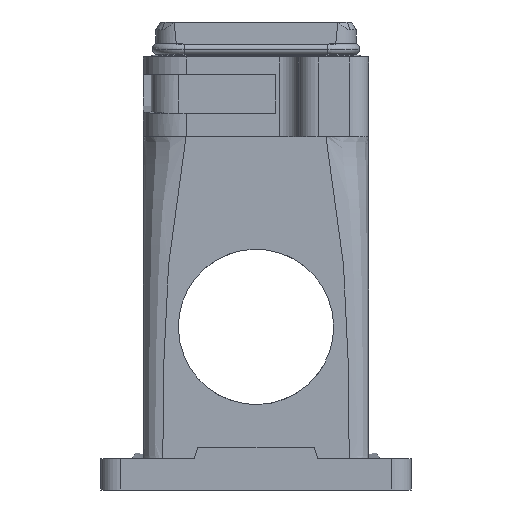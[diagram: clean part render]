
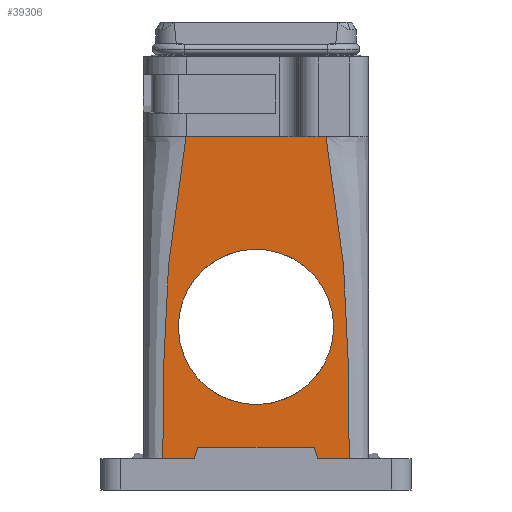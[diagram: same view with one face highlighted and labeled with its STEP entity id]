
A CAD part, front view. The second image highlights one B-rep face of the part: STEP entity #39306.
In plain terms, the highlighted planar face has unit normal (0, -1, 0).
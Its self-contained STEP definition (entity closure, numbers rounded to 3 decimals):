
#3021=AXIS2_PLACEMENT_3D('Circle Axis2P3D',#3019,#3020,$) ;
#3090=AXIS2_PLACEMENT_3D('Circle Axis2P3D',#3088,#3089,$) ;
#39290=AXIS2_PLACEMENT_3D('Plane Axis2P3D',#39287,#39288,#39289) ;
#3016=CARTESIAN_POINT('Vertex',(22.448,30.,51.589)) ;
#3019=CARTESIAN_POINT('Axis2P3D Location',(40.,30.,42.)) ;
#3023=CARTESIAN_POINT('Vertex',(57.552,30.,32.411)) ;
#3088=CARTESIAN_POINT('Axis2P3D Location',(40.,30.,42.)) ;
#3315=CARTESIAN_POINT('Vertex',(64.,30.,8.)) ;
#3318=CARTESIAN_POINT('Line Origine',(59.969,30.,8.)) ;
#3322=CARTESIAN_POINT('Vertex',(55.938,30.,8.)) ;
#3540=CARTESIAN_POINT('Vertex',(24.063,30.,8.)) ;
#3543=CARTESIAN_POINT('Line Origine',(20.031,30.,8.)) ;
#3547=CARTESIAN_POINT('Vertex',(16.,30.,8.)) ;
#4825=CARTESIAN_POINT('Line Origine',(24.531,30.,9.5)) ;
#4829=CARTESIAN_POINT('Vertex',(25.,30.,11.)) ;
#5431=CARTESIAN_POINT('Line Origine',(40.,30.,11.)) ;
#5435=CARTESIAN_POINT('Vertex',(55.,30.,11.)) ;
#17439=CARTESIAN_POINT('Vertex',(22.,30.,91.)) ;
#17444=CARTESIAN_POINT('Line Origine',(40.,30.,91.)) ;
#17448=CARTESIAN_POINT('Vertex',(58.,30.,91.)) ;
#38517=CARTESIAN_POINT('Control Point',(22.,30.,91.)) ;
#38518=CARTESIAN_POINT('Control Point',(22.,30.,90.714)) ;
#38519=CARTESIAN_POINT('Control Point',(22.,30.,90.438)) ;
#38520=CARTESIAN_POINT('Control Point',(21.999,30.,90.182)) ;
#38521=CARTESIAN_POINT('Control Point',(21.995,30.,89.571)) ;
#38522=CARTESIAN_POINT('Control Point',(21.982,30.,88.96)) ;
#38523=CARTESIAN_POINT('Control Point',(21.972,30.,88.638)) ;
#38524=CARTESIAN_POINT('Control Point',(21.889,30.,86.691)) ;
#38525=CARTESIAN_POINT('Control Point',(21.662,30.,84.749)) ;
#38526=CARTESIAN_POINT('Control Point',(21.331,30.,83.131)) ;
#38527=CARTESIAN_POINT('Control Point',(20.696,30.,80.515)) ;
#38528=CARTESIAN_POINT('Control Point',(20.049,30.,77.9)) ;
#38529=CARTESIAN_POINT('Control Point',(19.809,30.,76.874)) ;
#38530=CARTESIAN_POINT('Control Point',(19.525,30.,75.505)) ;
#38531=CARTESIAN_POINT('Control Point',(19.285,30.,74.131)) ;
#38532=CARTESIAN_POINT('Control Point',(19.228,30.,73.787)) ;
#38533=CARTESIAN_POINT('Control Point',(19.12,30.,73.107)) ;
#38534=CARTESIAN_POINT('Control Point',(19.02,30.,72.427)) ;
#38535=CARTESIAN_POINT('Control Point',(18.965,30.,72.045)) ;
#38536=CARTESIAN_POINT('Control Point',(17.978,30.,65.049)) ;
#38537=CARTESIAN_POINT('Control Point',(17.402,30.,58.016)) ;
#38538=CARTESIAN_POINT('Control Point',(16.985,30.,51.276)) ;
#38539=CARTESIAN_POINT('Control Point',(16.384,30.,38.769)) ;
#38540=CARTESIAN_POINT('Control Point',(16.085,30.,26.256)) ;
#38541=CARTESIAN_POINT('Control Point',(16.006,30.,20.443)) ;
#38542=CARTESIAN_POINT('Control Point',(16.,30.,14.487)) ;
#38543=CARTESIAN_POINT('Control Point',(16.,30.,8.532)) ;
#38544=CARTESIAN_POINT('Control Point',(16.,30.,8.374)) ;
#38545=CARTESIAN_POINT('Control Point',(16.,30.,8.197)) ;
#38546=CARTESIAN_POINT('Control Point',(16.,30.,8.)) ;
#38636=CARTESIAN_POINT('Line Origine',(55.469,30.,9.5)) ;
#39163=CARTESIAN_POINT('Control Point',(58.,30.,91.)) ;
#39164=CARTESIAN_POINT('Control Point',(58.,30.,90.707)) ;
#39165=CARTESIAN_POINT('Control Point',(58.,30.,90.42)) ;
#39166=CARTESIAN_POINT('Control Point',(58.001,30.,90.157)) ;
#39167=CARTESIAN_POINT('Control Point',(58.006,30.,89.545)) ;
#39168=CARTESIAN_POINT('Control Point',(58.02,30.,88.934)) ;
#39169=CARTESIAN_POINT('Control Point',(58.03,30.,88.618)) ;
#39170=CARTESIAN_POINT('Control Point',(58.086,30.,87.387)) ;
#39171=CARTESIAN_POINT('Control Point',(58.201,30.,86.159)) ;
#39172=CARTESIAN_POINT('Control Point',(58.327,30.,85.25)) ;
#39173=CARTESIAN_POINT('Control Point',(58.608,30.,83.663)) ;
#39174=CARTESIAN_POINT('Control Point',(58.964,30.,82.087)) ;
#39175=CARTESIAN_POINT('Control Point',(59.127,30.,81.412)) ;
#39176=CARTESIAN_POINT('Control Point',(59.551,30.,79.704)) ;
#39177=CARTESIAN_POINT('Control Point',(59.979,30.,77.997)) ;
#39178=CARTESIAN_POINT('Control Point',(60.224,30.,76.959)) ;
#39179=CARTESIAN_POINT('Control Point',(60.509,30.,75.575)) ;
#39180=CARTESIAN_POINT('Control Point',(60.747,30.,74.186)) ;
#39181=CARTESIAN_POINT('Control Point',(60.804,30.,73.841)) ;
#39182=CARTESIAN_POINT('Control Point',(60.911,30.,73.155)) ;
#39183=CARTESIAN_POINT('Control Point',(61.011,30.,72.468)) ;
#39184=CARTESIAN_POINT('Control Point',(61.063,30.,72.099)) ;
#39185=CARTESIAN_POINT('Control Point',(62.042,30.,65.089)) ;
#39186=CARTESIAN_POINT('Control Point',(62.611,30.,58.041)) ;
#39187=CARTESIAN_POINT('Control Point',(63.023,30.,51.293)) ;
#39188=CARTESIAN_POINT('Control Point',(63.618,30.,38.778)) ;
#39189=CARTESIAN_POINT('Control Point',(63.916,30.,26.256)) ;
#39190=CARTESIAN_POINT('Control Point',(63.994,30.,20.443)) ;
#39191=CARTESIAN_POINT('Control Point',(64.,30.,14.488)) ;
#39192=CARTESIAN_POINT('Control Point',(64.,30.,8.532)) ;
#39193=CARTESIAN_POINT('Control Point',(64.,30.,8.374)) ;
#39194=CARTESIAN_POINT('Control Point',(64.,30.,8.197)) ;
#39195=CARTESIAN_POINT('Control Point',(64.,30.,8.)) ;
#39287=CARTESIAN_POINT('Axis2P3D Location',(69.,30.,8.)) ;
#3020=DIRECTION('Axis2P3D Direction',(0.,1.,0.)) ;
#3089=DIRECTION('Axis2P3D Direction',(0.,1.,0.)) ;
#3319=DIRECTION('Vector Direction',(-1.,0.,0.)) ;
#3544=DIRECTION('Vector Direction',(-1.,0.,0.)) ;
#4826=DIRECTION('Vector Direction',(0.298,0.,0.954)) ;
#5432=DIRECTION('Vector Direction',(1.,0.,0.)) ;
#17445=DIRECTION('Vector Direction',(-1.,0.,0.)) ;
#38637=DIRECTION('Vector Direction',(-0.298,0.,0.954)) ;
#39288=DIRECTION('Axis2P3D Direction',(0.,1.,0.)) ;
#39289=DIRECTION('Axis2P3D XDirection',(-1.,0.,0.)) ;
#3320=VECTOR('Line Direction',#3319,1.) ;
#3545=VECTOR('Line Direction',#3544,1.) ;
#4827=VECTOR('Line Direction',#4826,1.) ;
#5433=VECTOR('Line Direction',#5432,1.) ;
#17446=VECTOR('Line Direction',#17445,1.) ;
#38638=VECTOR('Line Direction',#38637,1.) ;
#39293=ORIENTED_EDGE('',*,*,#39196,.T.) ;
#39294=ORIENTED_EDGE('',*,*,#17450,.F.) ;
#39295=ORIENTED_EDGE('',*,*,#38547,.F.) ;
#39296=ORIENTED_EDGE('',*,*,#3549,.T.) ;
#39297=ORIENTED_EDGE('',*,*,#4831,.T.) ;
#39298=ORIENTED_EDGE('',*,*,#5437,.T.) ;
#39299=ORIENTED_EDGE('',*,*,#38640,.F.) ;
#39300=ORIENTED_EDGE('',*,*,#3324,.T.) ;
#39303=ORIENTED_EDGE('',*,*,#3092,.T.) ;
#39304=ORIENTED_EDGE('',*,*,#3025,.T.) ;
#39305=FACE_BOUND('',#39302,.T.) ;
#39306=ADVANCED_FACE('Housing',(#39301,#39305),#39291,.F.) ;
#38516=B_SPLINE_CURVE_WITH_KNOTS('',5,(#38517,#38518,#38519,#38520,#38521,#38522,#38523,#38524,#38525,#38526,#38527,#38528,#38529,#38530,#38531,#38532,#38533,#38534,#38535,#38536,#38537,#38538,#38539,#38540,#38541,#38542,#38543,#38544,#38545,#38546),.UNSPECIFIED.,.F.,.U.,(6,3,3,3,3,3,3,3,3,6),(28.754,31.261,34.048,48.131,57.148,60.155,63.082,121.141,171.47,172.719),.UNSPECIFIED.) ;
#39162=B_SPLINE_CURVE_WITH_KNOTS('',5,(#39163,#39164,#39165,#39166,#39167,#39168,#39169,#39170,#39171,#39172,#39173,#39174,#39175,#39176,#39177,#39178,#39179,#39180,#39181,#39182,#39183,#39184,#39185,#39186,#39187,#39188,#39189,#39190,#39191,#39192,#39193,#39194,#39195),.UNSPECIFIED.,.F.,.U.,(6,3,3,3,3,3,3,3,3,3,6),(28.753,31.308,34.048,41.968,47.928,57.056,60.076,63.046,121.177,171.506,172.756),.UNSPECIFIED.) ;
#3022=CIRCLE('generated circle',#3021,20.) ;
#3091=CIRCLE('generated circle',#3090,20.) ;
#3025=EDGE_CURVE('',#3024,#3017,#3022,.T.) ;
#3092=EDGE_CURVE('',#3017,#3024,#3091,.T.) ;
#3324=EDGE_CURVE('',#3323,#3316,#3321,.F.) ;
#3549=EDGE_CURVE('',#3548,#3541,#3546,.F.) ;
#4831=EDGE_CURVE('',#3541,#4830,#4828,.T.) ;
#5437=EDGE_CURVE('',#4830,#5436,#5434,.T.) ;
#17450=EDGE_CURVE('',#17440,#17449,#17447,.F.) ;
#38547=EDGE_CURVE('',#3548,#17440,#38516,.F.) ;
#38640=EDGE_CURVE('',#3323,#5436,#38639,.T.) ;
#39196=EDGE_CURVE('',#3316,#17449,#39162,.F.) ;
#39292=EDGE_LOOP('',(#39293,#39294,#39295,#39296,#39297,#39298,#39299,#39300)) ;
#39302=EDGE_LOOP('',(#39303,#39304)) ;
#39301=FACE_OUTER_BOUND('',#39292,.T.) ;
#3321=LINE('Line',#3318,#3320) ;
#3546=LINE('Line',#3543,#3545) ;
#4828=LINE('Line',#4825,#4827) ;
#5434=LINE('Line',#5431,#5433) ;
#17447=LINE('Line',#17444,#17446) ;
#38639=LINE('Line',#38636,#38638) ;
#39291=PLANE('',#39290) ;
#3017=VERTEX_POINT('',#3016) ;
#3024=VERTEX_POINT('',#3023) ;
#3316=VERTEX_POINT('',#3315) ;
#3323=VERTEX_POINT('',#3322) ;
#3541=VERTEX_POINT('',#3540) ;
#3548=VERTEX_POINT('',#3547) ;
#4830=VERTEX_POINT('',#4829) ;
#5436=VERTEX_POINT('',#5435) ;
#17440=VERTEX_POINT('',#17439) ;
#17449=VERTEX_POINT('',#17448) ;
